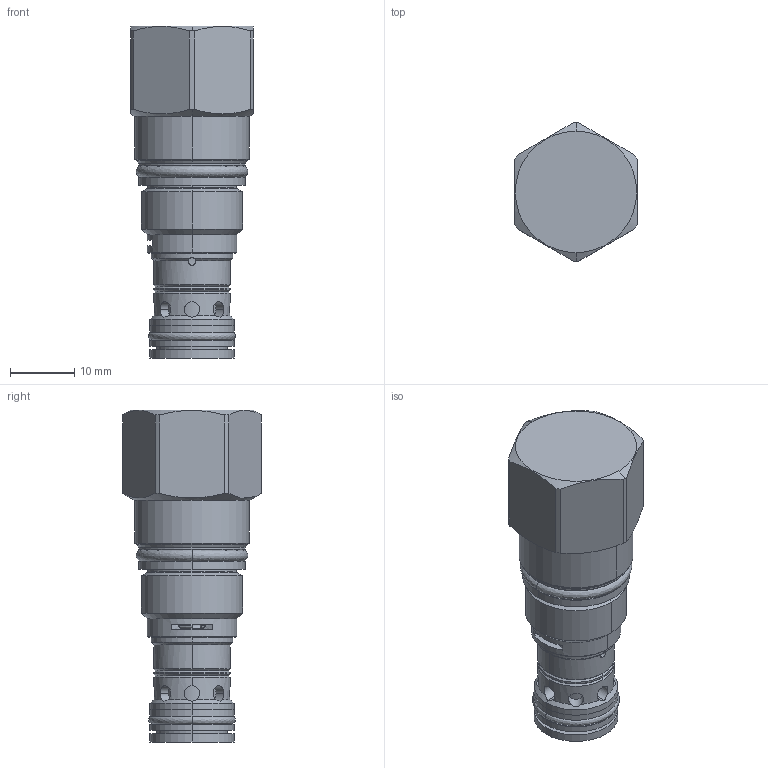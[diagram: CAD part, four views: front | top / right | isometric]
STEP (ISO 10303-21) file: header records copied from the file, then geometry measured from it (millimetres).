
FILE_DESCRIPTION((''),'2;1');
FILE_NAME('CXBAXCN_SW','2024-04-02T13:43:35',('SigMax'),(''),'CREO PARAMETRIC BY PTC INC, 2021072','CREO PARAMETRIC BY PTC INC, 2021072','');
FILE_SCHEMA(('AUTOMOTIVE_DESIGN { 1 0 10303 214 1 1 1 1 }'));
Length unit declared in the file: inch
Products named in the file (1): CXBAXCN_SW
Bounding box: 19.05 x 21.54 x 51.59 mm (x, y, z)
Volume: 10459.1 mm3; surface area: 4917.7 mm2
Topology: 2 solids, 3 shells, 193 faces, 479 edges, 299 vertices
Faces by surface type: cylinder 94, cone 35, torus 30, plane 28, revolution 6
Entity records: 8657 total; most frequent: CARTESIAN_POINT 2506, DIRECTION 992, ORIENTED_EDGE 954, EDGE_CURVE 477, AXIS2_PLACEMENT_3D 432, VERTEX_POINT 299, CIRCLE 245, EDGE_LOOP 210
